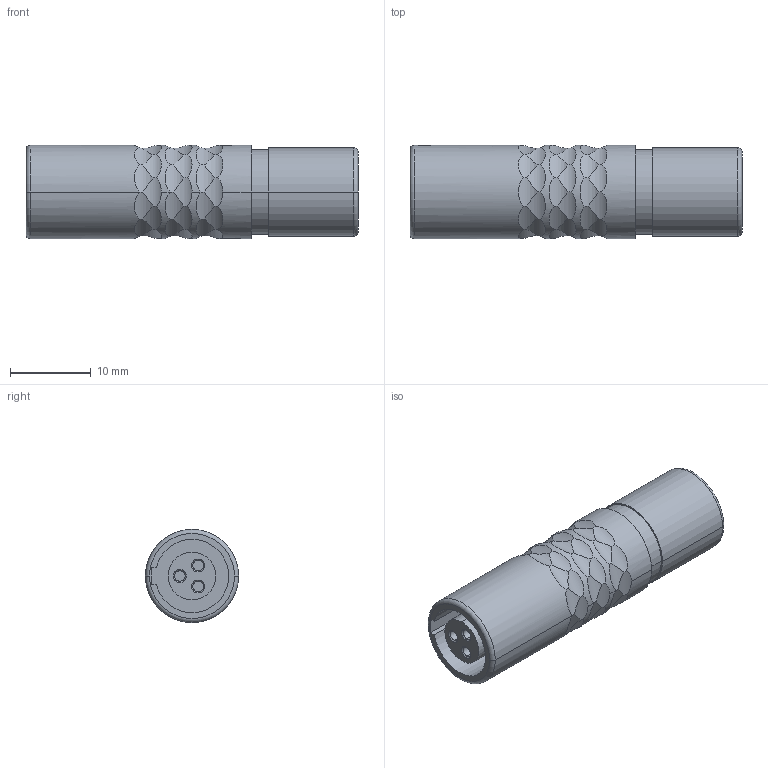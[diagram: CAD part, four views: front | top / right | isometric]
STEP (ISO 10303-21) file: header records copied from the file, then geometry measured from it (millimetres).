
FILE_DESCRIPTION((''),'2;1');
FILE_NAME('K11L0C-P03L','2014-02-03T',('RTrager'),(''),'PRO/ENGINEER BY PARAMETRIC TECHNOLOGY CORPORATION, 2013050','PRO/ENGINEER BY PARAMETRIC TECHNOLOGY CORPORATION, 2013050','');
FILE_SCHEMA(('CONFIG_CONTROL_DESIGN'));
Length unit declared in the file: millimetre
Products named in the file (1): K11L0C-P03L
Bounding box: 41 x 11.5 x 11.5 mm (x, y, z)
Volume: 2963.8 mm3; surface area: 2787.2 mm2
Topology: 1 solids, 1 shells, 149 faces, 382 edges, 248 vertices
Faces by surface type: cylinder 107, plane 24, torus 7, cone 6, bspline 5
Entity records: 6680 total; most frequent: CARTESIAN_POINT 3367, ORIENTED_EDGE 764, DIRECTION 552, EDGE_CURVE 382, VERTEX_POINT 248, AXIS2_PLACEMENT_3D 235, B_SPLINE_CURVE_WITH_KNOTS 209, EDGE_LOOP 162
